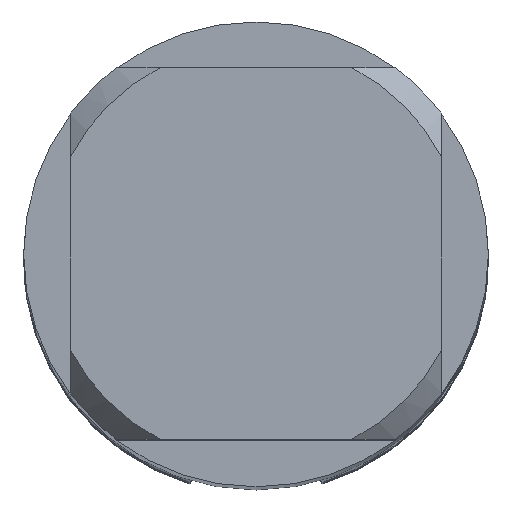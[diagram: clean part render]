
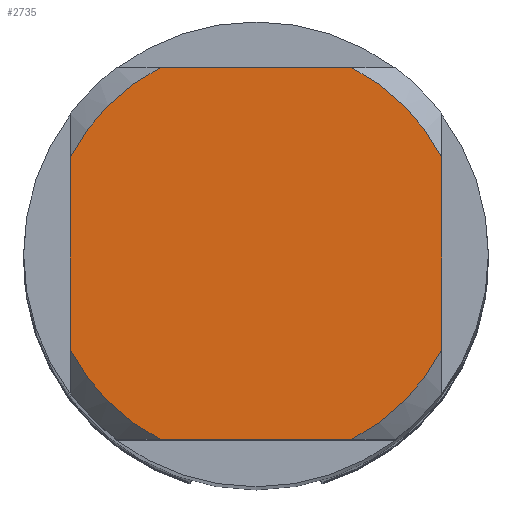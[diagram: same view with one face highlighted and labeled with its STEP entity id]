
A CAD part, top view. The second image highlights one B-rep face of the part: STEP entity #2735.
In plain terms, the highlighted planar face has unit normal (0, 0, 1).
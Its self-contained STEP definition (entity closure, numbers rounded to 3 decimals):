
#2407=EDGE_CURVE('',#5833,#6529,#7074,.T.);
#2641=EDGE_CURVE('',#5471,#5459,#7326,.T.);
#2735=ADVANCED_FACE('',(#7429),#7430,.T.);
#3197=EDGE_CURVE('',#5833,#5459,#7928,.T.);
#3651=EDGE_CURVE('',#3957,#5215,#8433,.T.);
#3957=VERTEX_POINT('',#8775);
#4219=EDGE_CURVE('',#6715,#5215,#9056,.T.);
#4955=EDGE_CURVE('',#3957,#5275,#9861,.T.);
#5215=VERTEX_POINT('',#10146);
#5275=VERTEX_POINT('',#10214);
#5459=VERTEX_POINT('',#10414);
#5471=VERTEX_POINT('',#10426);
#5771=EDGE_CURVE('',#5471,#5275,#10753,.T.);
#5833=VERTEX_POINT('',#10819);
#6349=EDGE_CURVE('',#6715,#6529,#11384,.T.);
#6529=VERTEX_POINT('',#11574);
#6715=VERTEX_POINT('',#11774);
#7074=CIRCLE('',#12173,4.5);
#7326=CIRCLE('',#12638,4.5);
#7429=FACE_OUTER_BOUND('',#12803,.T.);
#7430=PLANE('',#12804);
#7928=LINE('',#13739,#13740);
#8433=LINE('',#14537,#14538);
#8775=CARTESIAN_POINT('',(-2.062,-4.0,0.0));
#9056=CIRCLE('',#15654,4.5);
#9861=CIRCLE('',#17024,4.5);
#10146=CARTESIAN_POINT('',(2.062,-4.0,0.0));
#10214=CARTESIAN_POINT('',(-4.0,-2.062,0.0));
#10414=CARTESIAN_POINT('',(-2.062,4.0,0.0));
#10426=CARTESIAN_POINT('',(-4.0,2.062,0.0));
#10753=LINE('',#18474,#18475);
#10819=CARTESIAN_POINT('',(2.062,4.0,0.0));
#11384=LINE('',#19663,#19664);
#11574=CARTESIAN_POINT('',(4.0,2.062,0.0));
#11774=CARTESIAN_POINT('',(4.0,-2.062,0.0));
#12173=AXIS2_PLACEMENT_3D('',#21006,#21007,#21008);
#12638=AXIS2_PLACEMENT_3D('',#21234,#21235,#21236);
#12803=EDGE_LOOP('',(#21352,#21353,#21354,#21355,#21356,#21357,#21358,#21359));
#12804=AXIS2_PLACEMENT_3D('',#21360,#21361,#21362);
#13739=CARTESIAN_POINT('',(0.0,4.0,0.0));
#13740=VECTOR('',#21851,1.0);
#14537=CARTESIAN_POINT('',(0.0,-4.0,0.0));
#14538=VECTOR('',#22580,1.0);
#15654=AXIS2_PLACEMENT_3D('',#23238,#23239,#23240);
#17024=AXIS2_PLACEMENT_3D('',#24143,#24144,#24145);
#18474=CARTESIAN_POINT('',(-4.0,1.125,0.0));
#18475=VECTOR('',#25410,1.0);
#19663=CARTESIAN_POINT('',(4.0,1.125,0.0));
#19664=VECTOR('',#26093,1.0);
#21006=CARTESIAN_POINT('',(0.0,0.0,0.0));
#21007=DIRECTION('',(0.0,0.0,-1.0));
#21008=DIRECTION('',(0.0,1.0,0.0));
#21234=CARTESIAN_POINT('',(0.0,0.0,0.0));
#21235=DIRECTION('',(0.0,0.0,-1.0));
#21236=DIRECTION('',(0.0,1.0,0.0));
#21352=ORIENTED_EDGE('',*,*,#5771,.T.);
#21353=ORIENTED_EDGE('',*,*,#4955,.F.);
#21354=ORIENTED_EDGE('',*,*,#3651,.T.);
#21355=ORIENTED_EDGE('',*,*,#4219,.F.);
#21356=ORIENTED_EDGE('',*,*,#6349,.T.);
#21357=ORIENTED_EDGE('',*,*,#2407,.F.);
#21358=ORIENTED_EDGE('',*,*,#3197,.T.);
#21359=ORIENTED_EDGE('',*,*,#2641,.F.);
#21360=CARTESIAN_POINT('',(0.0,2.25,0.0));
#21361=DIRECTION('',(-0.0,0.0,1.0));
#21362=DIRECTION('',(0.0,-1.0,0.0));
#21851=DIRECTION('',(-1.0,0.0,0.0));
#22580=DIRECTION('',(1.0,0.0,0.0));
#23238=CARTESIAN_POINT('',(0.0,0.0,0.0));
#23239=DIRECTION('',(0.0,0.0,-1.0));
#23240=DIRECTION('',(0.0,1.0,0.0));
#24143=CARTESIAN_POINT('',(0.0,0.0,0.0));
#24144=DIRECTION('',(0.0,0.0,-1.0));
#24145=DIRECTION('',(0.0,1.0,0.0));
#25410=DIRECTION('',(-0.0,-1.0,0.0));
#26093=DIRECTION('',(-0.0,1.0,0.0));
